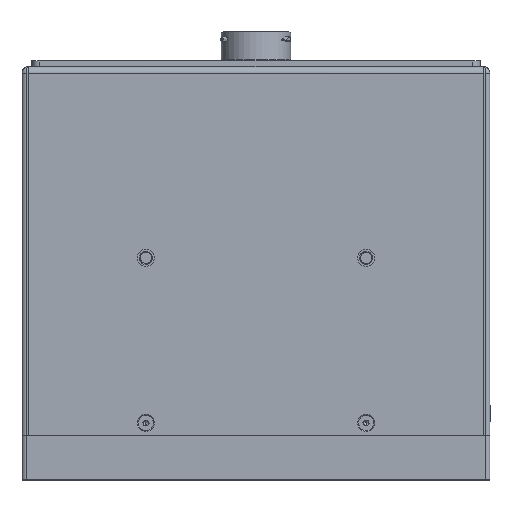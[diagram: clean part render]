
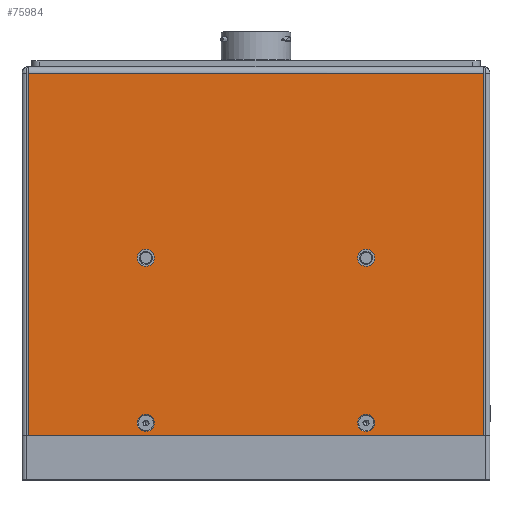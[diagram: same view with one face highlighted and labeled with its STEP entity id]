
A CAD part, top view. The second image highlights one B-rep face of the part: STEP entity #75984.
In plain terms, the highlighted face is planar.
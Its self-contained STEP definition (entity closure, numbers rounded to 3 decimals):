
#476 = CARTESIAN_POINT ( 'NONE',  ( -82.793, 0., -67. ) ) ;
#3637 = VERTEX_POINT ( 'NONE', #66520 ) ;
#3767 = CIRCLE ( 'NONE', #128629, 3.1 ) ;
#6147 = DIRECTION ( 'NONE',  ( 0., 0., -1. ) ) ;
#6533 = CARTESIAN_POINT ( 'NONE',  ( 40., -69.5, -67. ) ) ;
#7702 = DIRECTION ( 'NONE',  ( 0., 0., -1. ) ) ;
#7941 = EDGE_LOOP ( 'NONE', ( #111597, #15141 ) ) ;
#8651 = CIRCLE ( 'NONE', #23292, 3.1 ) ;
#8836 = CARTESIAN_POINT ( 'NONE',  ( -40., -69.5, -67. ) ) ;
#10766 = CARTESIAN_POINT ( 'NONE',  ( -40., -132.6, -67. ) ) ;
#11606 = EDGE_LOOP ( 'NONE', ( #94622, #126646 ) ) ;
#11646 = EDGE_LOOP ( 'NONE', ( #92346, #51202, #116633, #115096 ) ) ;
#11772 = VERTEX_POINT ( 'NONE', #119815 ) ;
#13028 = LINE ( 'NONE', #52846, #68602 ) ;
#13169 = EDGE_CURVE ( 'NONE', #32614, #37468, #109947, .T. ) ;
#14407 = CARTESIAN_POINT ( 'NONE',  ( -40., -129.5, -67. ) ) ;
#15141 = ORIENTED_EDGE ( 'NONE', *, *, #19279, .F. ) ;
#15463 = FACE_BOUND ( 'NONE', #71697, .T. ) ;
#16037 = VECTOR ( 'NONE', #77455, 1000. ) ;
#16292 = DIRECTION ( 'NONE',  ( 0., 0., -1. ) ) ;
#17195 = DIRECTION ( 'NONE',  ( 0., 1., 0. ) ) ;
#19279 = EDGE_CURVE ( 'NONE', #50427, #24620, #45599, .T. ) ;
#20299 = CIRCLE ( 'NONE', #51585, 3.1 ) ;
#20479 = VERTEX_POINT ( 'NONE', #76922 ) ;
#20708 = DIRECTION ( 'NONE',  ( 0., 0., -1. ) ) ;
#20890 = DIRECTION ( 'NONE',  ( 1., 0., 0. ) ) ;
#21100 = AXIS2_PLACEMENT_3D ( 'NONE', #107403, #7702, #76852 ) ;
#21938 = CARTESIAN_POINT ( 'NONE',  ( 0., -2.5, -67. ) ) ;
#23292 = AXIS2_PLACEMENT_3D ( 'NONE', #37167, #16292, #48251 ) ;
#24163 = EDGE_CURVE ( 'NONE', #87584, #20479, #71085, .T. ) ;
#24620 = VERTEX_POINT ( 'NONE', #94955 ) ;
#26100 = DIRECTION ( 'NONE',  ( 0., 0., -1. ) ) ;
#26572 = CARTESIAN_POINT ( 'NONE',  ( 0., 0., -67. ) ) ;
#32614 = VERTEX_POINT ( 'NONE', #106024 ) ;
#33946 = ORIENTED_EDGE ( 'NONE', *, *, #108791, .F. ) ;
#37167 = CARTESIAN_POINT ( 'NONE',  ( 40., -129.5, -67. ) ) ;
#37421 = CARTESIAN_POINT ( 'NONE',  ( 40., -69.5, -67. ) ) ;
#37435 = VERTEX_POINT ( 'NONE', #91595 ) ;
#37468 = VERTEX_POINT ( 'NONE', #46599 ) ;
#37627 = FACE_BOUND ( 'NONE', #11606, .T. ) ;
#38275 = VERTEX_POINT ( 'NONE', #75482 ) ;
#39841 = AXIS2_PLACEMENT_3D ( 'NONE', #8836, #58445, #60357 ) ;
#40165 = AXIS2_PLACEMENT_3D ( 'NONE', #37421, #6147, #17195 ) ;
#40569 = LINE ( 'NONE', #110272, #109438 ) ;
#42017 = EDGE_CURVE ( 'NONE', #37435, #37468, #40569, .T. ) ;
#42223 = DIRECTION ( 'NONE',  ( 0., 1., 0. ) ) ;
#42616 = EDGE_LOOP ( 'NONE', ( #33946, #91617 ) ) ;
#43204 = EDGE_CURVE ( 'NONE', #38275, #32614, #79378, .T. ) ;
#45599 = CIRCLE ( 'NONE', #78901, 3.1 ) ;
#46599 = CARTESIAN_POINT ( 'NONE',  ( 82.793, -2.5, -67. ) ) ;
#47652 = EDGE_CURVE ( 'NONE', #11772, #114347, #92141, .T. ) ;
#48251 = DIRECTION ( 'NONE',  ( 0., 1., 0. ) ) ;
#50427 = VERTEX_POINT ( 'NONE', #10766 ) ;
#51202 = ORIENTED_EDGE ( 'NONE', *, *, #59740, .F. ) ;
#51585 = AXIS2_PLACEMENT_3D ( 'NONE', #6533, #26100, #73735 ) ;
#52846 = CARTESIAN_POINT ( 'NONE',  ( 85., -134., -67. ) ) ;
#54253 = DIRECTION ( 'NONE',  ( 0., 0., -1. ) ) ;
#58445 = DIRECTION ( 'NONE',  ( 0., 0., -1. ) ) ;
#59740 = EDGE_CURVE ( 'NONE', #38275, #37435, #13028, .T. ) ;
#60357 = DIRECTION ( 'NONE',  ( 0., 1., 0. ) ) ;
#65265 = DIRECTION ( 'NONE',  ( 0., 1., 0. ) ) ;
#65633 = AXIS2_PLACEMENT_3D ( 'NONE', #109986, #20708, #42223 ) ;
#65681 = DIRECTION ( 'NONE',  ( 0., 1., 0. ) ) ;
#66520 = CARTESIAN_POINT ( 'NONE',  ( 40., -126.4, -67. ) ) ;
#68192 = CARTESIAN_POINT ( 'NONE',  ( -40., -72.6, -67. ) ) ;
#68602 = VECTOR ( 'NONE', #20890, 1000. ) ;
#68963 = VECTOR ( 'NONE', #112522, 1000. ) ;
#70103 = EDGE_CURVE ( 'NONE', #114347, #11772, #20299, .T. ) ;
#71085 = CIRCLE ( 'NONE', #21100, 3.1 ) ;
#71697 = EDGE_LOOP ( 'NONE', ( #99023, #73961 ) ) ;
#73384 = EDGE_CURVE ( 'NONE', #3637, #118520, #8651, .T. ) ;
#73735 = DIRECTION ( 'NONE',  ( 0., 1., 0. ) ) ;
#73961 = ORIENTED_EDGE ( 'NONE', *, *, #84539, .F. ) ;
#74016 = DIRECTION ( 'NONE',  ( 0., 1., 0. ) ) ;
#75083 = CARTESIAN_POINT ( 'NONE',  ( 40., -72.6, -67. ) ) ;
#75300 = CARTESIAN_POINT ( 'NONE',  ( 40., -129.5, -67. ) ) ;
#75482 = CARTESIAN_POINT ( 'NONE',  ( -82.793, -134., -67. ) ) ;
#75984 = ADVANCED_FACE ( 'NONE', ( #37627, #86511, #15463, #124942, #115796 ), #85239, .T. ) ;
#76852 = DIRECTION ( 'NONE',  ( 0., 1., 0. ) ) ;
#76922 = CARTESIAN_POINT ( 'NONE',  ( -40., -66.4, -67. ) ) ;
#77455 = DIRECTION ( 'NONE',  ( 0., 1., 0. ) ) ;
#78901 = AXIS2_PLACEMENT_3D ( 'NONE', #14407, #54253, #65265 ) ;
#79378 = LINE ( 'NONE', #476, #16037 ) ;
#84539 = EDGE_CURVE ( 'NONE', #118520, #3637, #3767, .T. ) ;
#85239 = PLANE ( 'NONE',  #121164 ) ;
#86511 = FACE_BOUND ( 'NONE', #42616, .T. ) ;
#87584 = VERTEX_POINT ( 'NONE', #68192 ) ;
#91595 = CARTESIAN_POINT ( 'NONE',  ( 82.793, -134., -67. ) ) ;
#91617 = ORIENTED_EDGE ( 'NONE', *, *, #24163, .F. ) ;
#92141 = CIRCLE ( 'NONE', #40165, 3.1 ) ;
#92346 = ORIENTED_EDGE ( 'NONE', *, *, #42017, .F. ) ;
#94185 = DIRECTION ( 'NONE',  ( 0., 0., -1. ) ) ;
#94622 = ORIENTED_EDGE ( 'NONE', *, *, #47652, .F. ) ;
#94674 = EDGE_CURVE ( 'NONE', #24620, #50427, #111341, .T. ) ;
#94955 = CARTESIAN_POINT ( 'NONE',  ( -40., -126.4, -67. ) ) ;
#95014 = DIRECTION ( 'NONE',  ( 0., 0., -1. ) ) ;
#98149 = CIRCLE ( 'NONE', #39841, 3.1 ) ;
#99023 = ORIENTED_EDGE ( 'NONE', *, *, #73384, .F. ) ;
#103922 = CARTESIAN_POINT ( 'NONE',  ( 40., -132.6, -67. ) ) ;
#106024 = CARTESIAN_POINT ( 'NONE',  ( -82.793, -2.5, -67. ) ) ;
#107403 = CARTESIAN_POINT ( 'NONE',  ( -40., -69.5, -67. ) ) ;
#108791 = EDGE_CURVE ( 'NONE', #20479, #87584, #98149, .T. ) ;
#109438 = VECTOR ( 'NONE', #119983, 1000. ) ;
#109947 = LINE ( 'NONE', #21938, #68963 ) ;
#109986 = CARTESIAN_POINT ( 'NONE',  ( -40., -129.5, -67. ) ) ;
#110272 = CARTESIAN_POINT ( 'NONE',  ( 82.793, -1.5, -67. ) ) ;
#111341 = CIRCLE ( 'NONE', #65633, 3.1 ) ;
#111597 = ORIENTED_EDGE ( 'NONE', *, *, #94674, .F. ) ;
#112522 = DIRECTION ( 'NONE',  ( 1., 0., 0. ) ) ;
#114347 = VERTEX_POINT ( 'NONE', #75083 ) ;
#115096 = ORIENTED_EDGE ( 'NONE', *, *, #13169, .T. ) ;
#115796 = FACE_OUTER_BOUND ( 'NONE', #11646, .T. ) ;
#116633 = ORIENTED_EDGE ( 'NONE', *, *, #43204, .T. ) ;
#118520 = VERTEX_POINT ( 'NONE', #103922 ) ;
#119815 = CARTESIAN_POINT ( 'NONE',  ( 40., -66.4, -67. ) ) ;
#119983 = DIRECTION ( 'NONE',  ( 0., 1., 0. ) ) ;
#121164 = AXIS2_PLACEMENT_3D ( 'NONE', #26572, #95014, #65681 ) ;
#124942 = FACE_BOUND ( 'NONE', #7941, .T. ) ;
#126646 = ORIENTED_EDGE ( 'NONE', *, *, #70103, .F. ) ;
#128629 = AXIS2_PLACEMENT_3D ( 'NONE', #75300, #94185, #74016 ) ;
